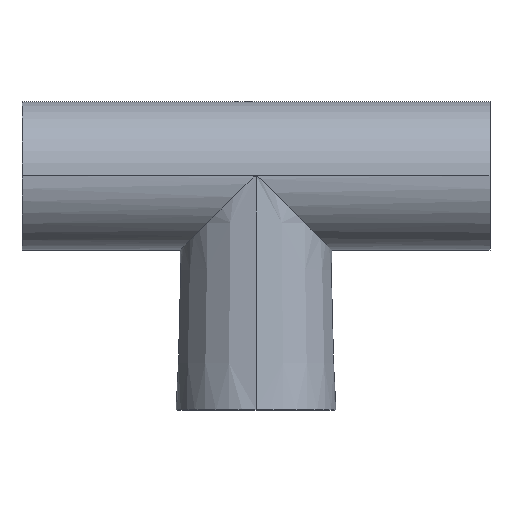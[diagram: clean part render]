
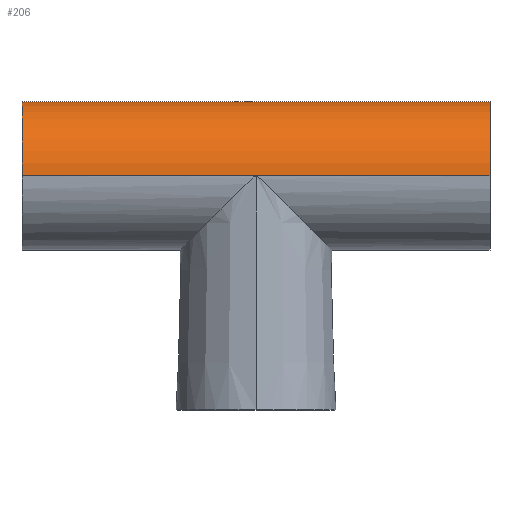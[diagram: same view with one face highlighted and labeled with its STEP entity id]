
A CAD part, top view. The second image highlights one B-rep face of the part: STEP entity #206.
In plain terms, the highlighted cylindrical face has radius 19 mm (diameter 38 mm), a partial arc.
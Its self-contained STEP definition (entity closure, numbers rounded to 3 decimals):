
#12 = VECTOR ( 'NONE', #540, 1000. ) ;
#18 = CARTESIAN_POINT ( 'NONE',  ( 0., 60., 0. ) ) ;
#21 = CARTESIAN_POINT ( 'NONE',  ( -60., 60., 0. ) ) ;
#42 = ORIENTED_EDGE ( 'NONE', *, *, #336, .T. ) ;
#50 = LINE ( 'NONE', #544, #542 ) ;
#59 = VECTOR ( 'NONE', #268, 1000. ) ;
#72 = CIRCLE ( 'NONE', #197, 19. ) ;
#89 = VERTEX_POINT ( 'NONE', #221 ) ;
#131 = CIRCLE ( 'NONE', #510, 19. ) ;
#158 = LINE ( 'NONE', #253, #603 ) ;
#159 = VERTEX_POINT ( 'NONE', #250 ) ;
#162 = VERTEX_POINT ( 'NONE', #415 ) ;
#188 = DIRECTION ( 'NONE',  ( 0., 0., -1. ) ) ;
#189 = ORIENTED_EDGE ( 'NONE', *, *, #388, .F. ) ;
#197 = AXIS2_PLACEMENT_3D ( 'NONE', #706, #476, #703 ) ;
#198 = EDGE_CURVE ( 'NONE', #629, #575, #131, .T. ) ;
#206 = ADVANCED_FACE ( 'NONE', ( #457 ), #625, .T. ) ;
#221 = CARTESIAN_POINT ( 'NONE',  ( -60., 60., 19. ) ) ;
#236 = DIRECTION ( 'NONE',  ( 0., 1., 0. ) ) ;
#250 = CARTESIAN_POINT ( 'NONE',  ( -60., 60., -19. ) ) ;
#253 = CARTESIAN_POINT ( 'NONE',  ( -60., 60., 19. ) ) ;
#260 = DIRECTION ( 'NONE',  ( 1., 0., 0. ) ) ;
#268 = DIRECTION ( 'NONE',  ( 1., 0., 0. ) ) ;
#279 = EDGE_CURVE ( 'NONE', #159, #575, #50, .T. ) ;
#294 = DIRECTION ( 'NONE',  ( 1., 0., 0. ) ) ;
#319 = LINE ( 'NONE', #487, #12 ) ;
#323 = DIRECTION ( 'NONE',  ( 1., 0., 0. ) ) ;
#324 = AXIS2_PLACEMENT_3D ( 'NONE', #411, #452, #577 ) ;
#326 = EDGE_CURVE ( 'NONE', #89, #710, #319, .T. ) ;
#336 = EDGE_CURVE ( 'NONE', #710, #162, #158, .T. ) ;
#360 = DIRECTION ( 'NONE',  ( 0., 0., 1. ) ) ;
#387 = CARTESIAN_POINT ( 'NONE',  ( -60., 60., -19. ) ) ;
#388 = EDGE_CURVE ( 'NONE', #530, #162, #72, .T. ) ;
#411 = CARTESIAN_POINT ( 'NONE',  ( -60., 60., 0. ) ) ;
#415 = CARTESIAN_POINT ( 'NONE',  ( 60., 60., 19. ) ) ;
#420 = ORIENTED_EDGE ( 'NONE', *, *, #326, .T. ) ;
#426 = ORIENTED_EDGE ( 'NONE', *, *, #279, .F. ) ;
#438 = EDGE_LOOP ( 'NONE', ( #692, #420, #42, #189, #700, #458, #426 ) ) ;
#446 = LINE ( 'NONE', #387, #59 ) ;
#452 = DIRECTION ( 'NONE',  ( 1., 0., 0. ) ) ;
#457 = FACE_OUTER_BOUND ( 'NONE', #438, .T. ) ;
#458 = ORIENTED_EDGE ( 'NONE', *, *, #198, .T. ) ;
#476 = DIRECTION ( 'NONE',  ( 1., 0., 0. ) ) ;
#482 = CARTESIAN_POINT ( 'NONE',  ( 60., 60., -19. ) ) ;
#485 = EDGE_CURVE ( 'NONE', #159, #89, #602, .T. ) ;
#487 = CARTESIAN_POINT ( 'NONE',  ( -60., 60., 19. ) ) ;
#496 = CARTESIAN_POINT ( 'NONE',  ( -0.001, 60., -19. ) ) ;
#499 = CARTESIAN_POINT ( 'NONE',  ( 0., 60., -19. ) ) ;
#510 = AXIS2_PLACEMENT_3D ( 'NONE', #18, #236, #360 ) ;
#530 = VERTEX_POINT ( 'NONE', #482 ) ;
#540 = DIRECTION ( 'NONE',  ( 1., 0., 0. ) ) ;
#542 = VECTOR ( 'NONE', #323, 1000. ) ;
#544 = CARTESIAN_POINT ( 'NONE',  ( -60., 60., -19. ) ) ;
#575 = VERTEX_POINT ( 'NONE', #496 ) ;
#577 = DIRECTION ( 'NONE',  ( 0., 0., -1. ) ) ;
#602 = CIRCLE ( 'NONE', #324, 19. ) ;
#603 = VECTOR ( 'NONE', #260, 1000. ) ;
#614 = AXIS2_PLACEMENT_3D ( 'NONE', #21, #294, #188 ) ;
#625 = CYLINDRICAL_SURFACE ( 'NONE', #614, 19. ) ;
#629 = VERTEX_POINT ( 'NONE', #499 ) ;
#637 = EDGE_CURVE ( 'NONE', #629, #530, #446, .T. ) ;
#657 = CARTESIAN_POINT ( 'NONE',  ( 0., 60., 19. ) ) ;
#692 = ORIENTED_EDGE ( 'NONE', *, *, #485, .T. ) ;
#700 = ORIENTED_EDGE ( 'NONE', *, *, #637, .F. ) ;
#703 = DIRECTION ( 'NONE',  ( 0., 0., -1. ) ) ;
#706 = CARTESIAN_POINT ( 'NONE',  ( 60., 60., 0. ) ) ;
#710 = VERTEX_POINT ( 'NONE', #657 ) ;
